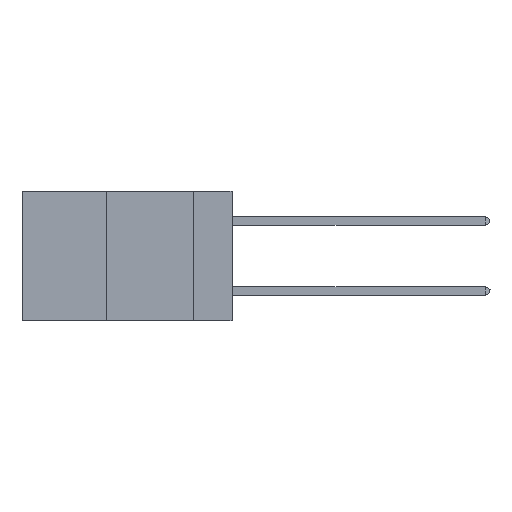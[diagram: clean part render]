
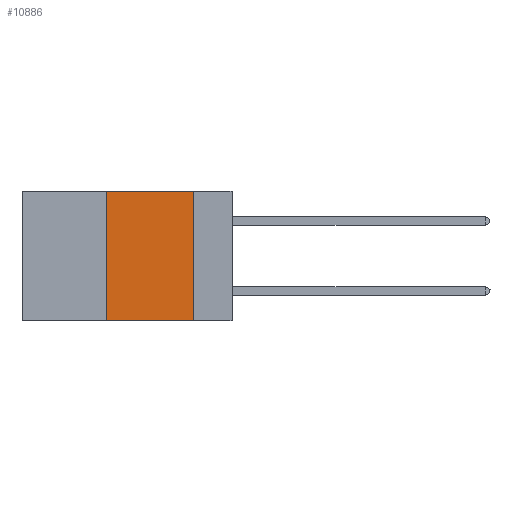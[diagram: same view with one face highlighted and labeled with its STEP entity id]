
A CAD part, left-side view. The second image highlights one B-rep face of the part: STEP entity #10886.
In plain terms, the highlighted planar face has unit normal (-1, 0, 0).
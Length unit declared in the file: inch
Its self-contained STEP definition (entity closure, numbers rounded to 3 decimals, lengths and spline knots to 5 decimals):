
#578 = CARTESIAN_POINT ( 'NONE',  ( 0., 0.11, -0.37 ) ) ;
#1298 = CARTESIAN_POINT ( 'NONE',  ( 0., 0.6, 0. ) ) ;
#2869 = LINE ( 'NONE', #10475, #13028 ) ;
#3474 = ORIENTED_EDGE ( 'NONE', *, *, #24168, .F. ) ;
#3620 = CARTESIAN_POINT ( 'NONE',  ( 0., 0.36, -0.37 ) ) ;
#3992 = ORIENTED_EDGE ( 'NONE', *, *, #20992, .F. ) ;
#4420 = DIRECTION ( 'NONE',  ( 0., -1., 0. ) ) ;
#5061 = LINE ( 'NONE', #10703, #26900 ) ;
#8227 = ORIENTED_EDGE ( 'NONE', *, *, #27084, .F. ) ;
#8819 = VERTEX_POINT ( 'NONE', #3620 ) ;
#9305 = LINE ( 'NONE', #18568, #25014 ) ;
#9735 = DIRECTION ( 'NONE',  ( 0., -1., 0. ) ) ;
#10475 = CARTESIAN_POINT ( 'NONE',  ( 0., 0.36, 0. ) ) ;
#10538 = VERTEX_POINT ( 'NONE', #578 ) ;
#10562 = DIRECTION ( 'NONE',  ( 0., 0., 1. ) ) ;
#10703 = CARTESIAN_POINT ( 'NONE',  ( 0., 0.11, 0. ) ) ;
#10886 = ADVANCED_FACE ( 'NONE', ( #17158 ), #24904, .F. ) ;
#11002 = LINE ( 'NONE', #27737, #13320 ) ;
#11761 = EDGE_CURVE ( 'NONE', #8819, #10538, #11002, .T. ) ;
#11763 = CARTESIAN_POINT ( 'NONE',  ( 0., 0.11, 0. ) ) ;
#11920 = DIRECTION ( 'NONE',  ( 0., 0., -1. ) ) ;
#12452 = ORIENTED_EDGE ( 'NONE', *, *, #11761, .T. ) ;
#13028 = VECTOR ( 'NONE', #10562, 39.37008 ) ;
#13320 = VECTOR ( 'NONE', #4420, 39.37008 ) ;
#14750 = VERTEX_POINT ( 'NONE', #11763 ) ;
#17158 = FACE_OUTER_BOUND ( 'NONE', #20220, .T. ) ;
#17756 = CARTESIAN_POINT ( 'NONE',  ( 0., 0.36, 0. ) ) ;
#18568 = CARTESIAN_POINT ( 'NONE',  ( 0., 0.6, 0. ) ) ;
#18989 = DIRECTION ( 'NONE',  ( 0., 0., -1. ) ) ;
#20220 = EDGE_LOOP ( 'NONE', ( #3992, #3474, #8227, #12452 ) ) ;
#20992 = EDGE_CURVE ( 'NONE', #14750, #10538, #5061, .T. ) ;
#24168 = EDGE_CURVE ( 'NONE', #27332, #14750, #9305, .T. ) ;
#24904 = PLANE ( 'NONE',  #26311 ) ;
#25003 = DIRECTION ( 'NONE',  ( 1., 0., 0. ) ) ;
#25014 = VECTOR ( 'NONE', #9735, 39.37008 ) ;
#26311 = AXIS2_PLACEMENT_3D ( 'NONE', #1298, #25003, #11920 ) ;
#26900 = VECTOR ( 'NONE', #18989, 39.37008 ) ;
#27084 = EDGE_CURVE ( 'NONE', #8819, #27332, #2869, .T. ) ;
#27332 = VERTEX_POINT ( 'NONE', #17756 ) ;
#27737 = CARTESIAN_POINT ( 'NONE',  ( 0., 0.6, -0.37 ) ) ;
